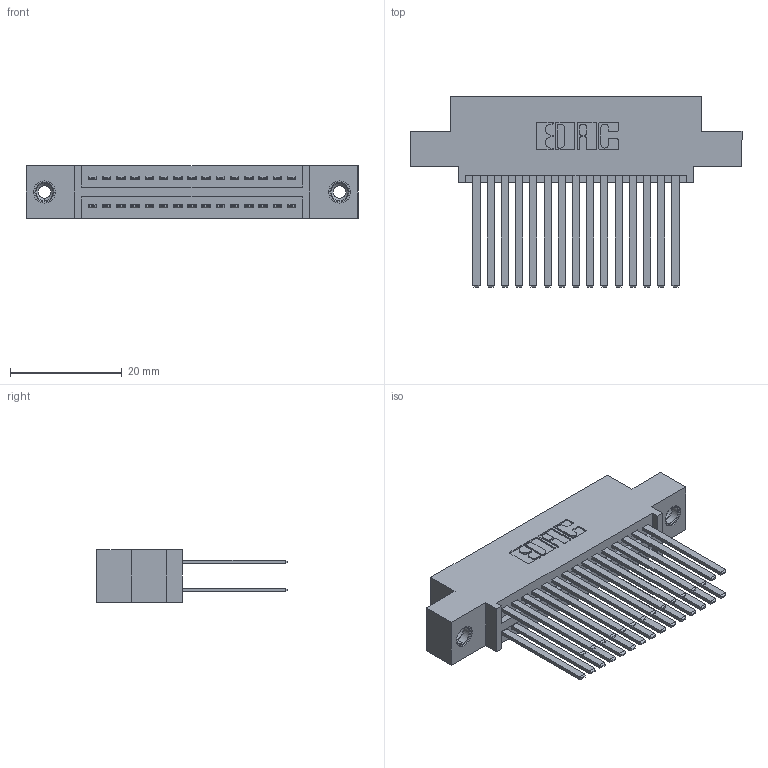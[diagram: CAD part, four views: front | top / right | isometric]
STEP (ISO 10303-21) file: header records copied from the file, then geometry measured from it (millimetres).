
FILE_DESCRIPTION (( 'STEP AP203' ), '1' );
FILE_NAME ('395-030-544-508.STEP', '2018-11-11T06:32:30', ( '' ), ( '' ), 'SwSTEP 2.0', 'SolidWorks 2016', '' );
FILE_SCHEMA (( 'CONFIG_CONTROL_DESIGN' ));
Length unit declared in the file: inch
Products named in the file (4): 345-292-001_345-293-144; 345 Part_0.110 Offset - 0.156 Dia-TI; 395-030-544-508; 345-250-001_345-250-003-102
Assembly tree (33 placements, depth 2):
  395-030-544-508
    345 Part_0.110 Offset - 0.156 Dia-TI
    345-292-001_345-293-144  x30
    345-250-001_345-250-003-102  x2
Bounding box: 59.31 x 33.96 x 9.4 mm (x, y, z)
Volume: 5851.4 mm3; surface area: 9465.2 mm2
Topology: 33 solids, 33 shells, 1510 faces, 4419 edges, 2898 vertices
Faces by surface type: plane 986, cylinder 508, cone 12, torus 4
Entity records: 16538 total; most frequent: CARTESIAN_POINT 2779, ORIENTED_EDGE 2706, DIRECTION 2507, EDGE_CURVE 1353, LINE 1145, VECTOR 1145, VERTEX_POINT 896, AXIS2_PLACEMENT_3D 681
